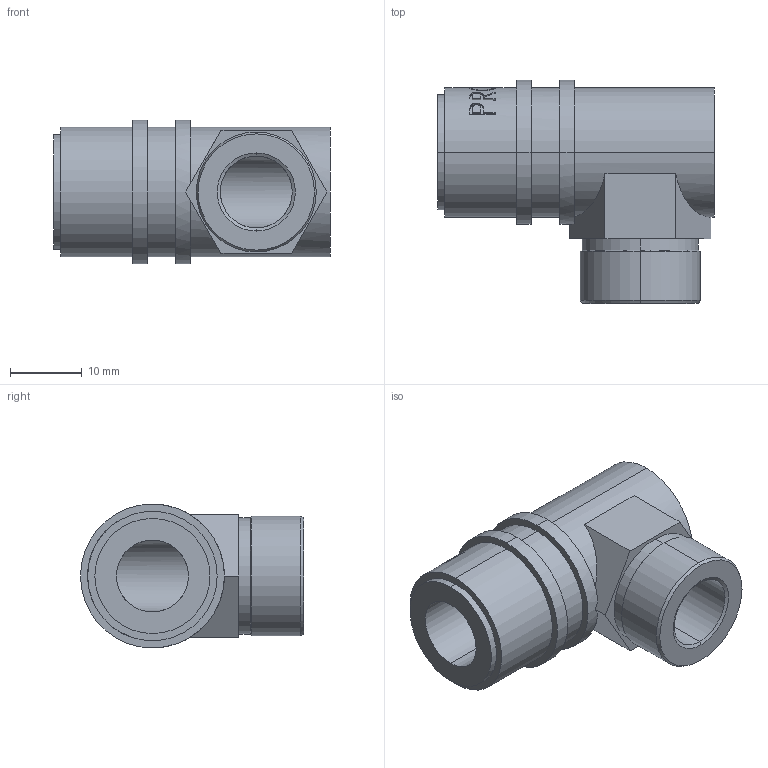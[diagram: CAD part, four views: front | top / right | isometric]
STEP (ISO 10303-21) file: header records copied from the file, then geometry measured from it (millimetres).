
FILE_DESCRIPTION (( 'STEP AP203' ), '1' );
FILE_NAME ('cd8c.STEP', '2022-08-06T13:21:24', ( '' ), ( '' ), 'SwSTEP 2.0', 'SolidWorks 2019', '' );
FILE_SCHEMA (( 'CONFIG_CONTROL_DESIGN' ));
Length unit declared in the file: millimetre
Products named in the file (1): cd8c
Bounding box: 38.5 x 31 x 20 mm (x, y, z)
Volume: 9136.2 mm3; surface area: 5353.5 mm2
Topology: 2 solids, 2 shells, 124 faces, 314 edges, 206 vertices
Faces by surface type: plane 47, bspline 42, cylinder 29, cone 6
Entity records: 8548 total; most frequent: CARTESIAN_POINT 5812, ORIENTED_EDGE 628, DIRECTION 418, EDGE_CURVE 314, VERTEX_POINT 206, AXIS2_PLACEMENT_3D 165, EDGE_LOOP 140, B_SPLINE_CURVE_WITH_KNOTS 136
